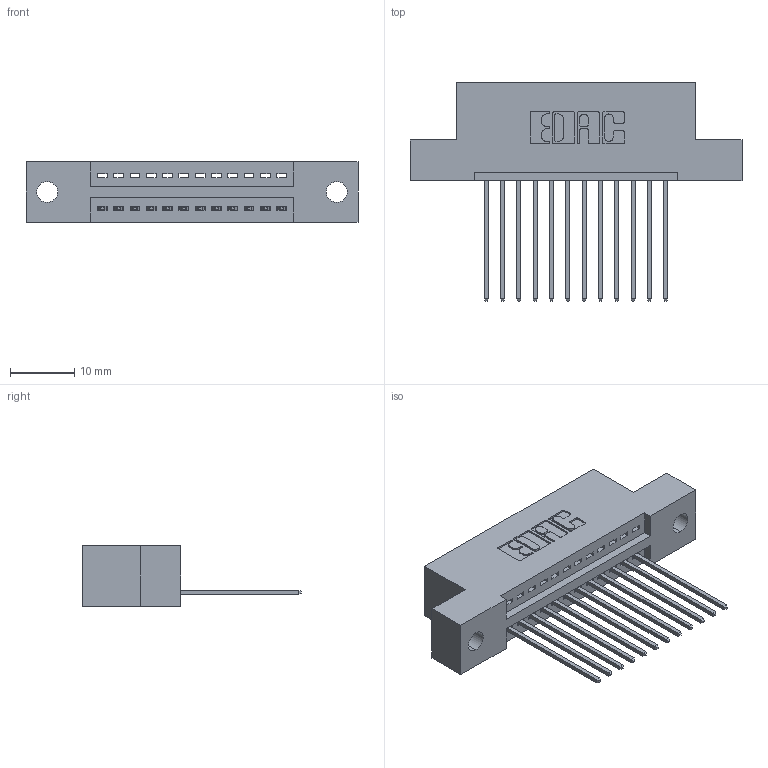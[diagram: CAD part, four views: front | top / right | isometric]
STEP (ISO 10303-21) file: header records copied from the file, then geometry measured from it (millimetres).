
FILE_DESCRIPTION (( 'STEP AP203' ), '1' );
FILE_NAME ('395-012-541-102.STEP', '2018-11-05T17:51:05', ( '' ), ( '' ), 'SwSTEP 2.0', 'SolidWorks 2016', '' );
FILE_SCHEMA (( 'CONFIG_CONTROL_DESIGN' ));
Length unit declared in the file: inch
Products named in the file (3): 395-012-541-102; 345-292-001_345-293-141; 345 Part_Flush Mounting Lugs - 0.128 Dia
Assembly tree (13 placements, depth 2):
  395-012-541-102
    345 Part_Flush Mounting Lugs - 0.128 Dia
    345-292-001_345-293-141  x12
Bounding box: 51.69 x 33.96 x 9.4 mm (x, y, z)
Volume: 4666.6 mm3; surface area: 5755.3 mm2
Topology: 13 solids, 13 shells, 822 faces, 2453 edges, 1618 vertices
Faces by surface type: plane 560, cylinder 262
Entity records: 13091 total; most frequent: CARTESIAN_POINT 2276, ORIENTED_EDGE 2222, DIRECTION 2031, EDGE_CURVE 1111, VECTOR 931, LINE 931, VERTEX_POINT 738, AXIS2_PLACEMENT_3D 550
